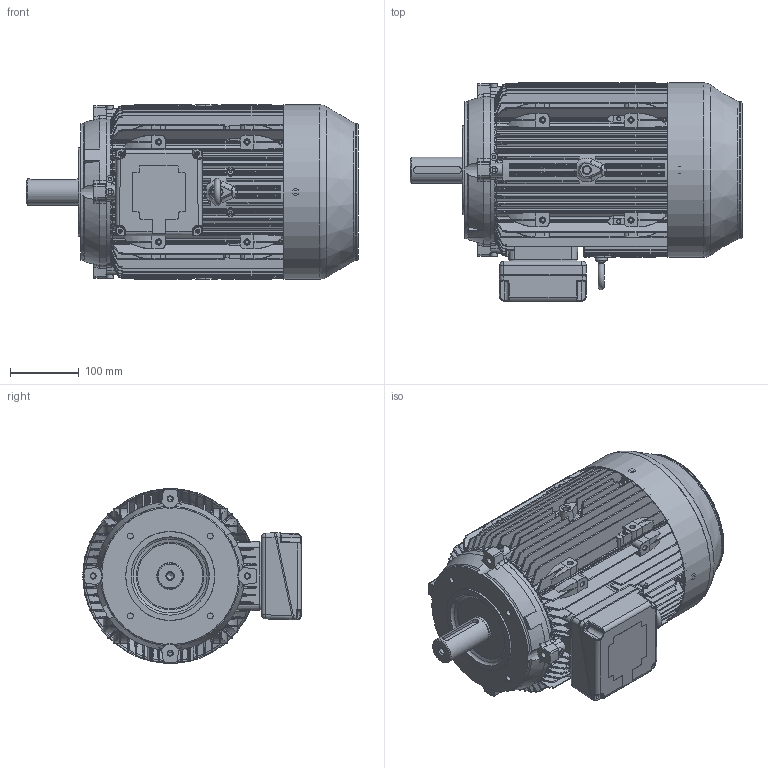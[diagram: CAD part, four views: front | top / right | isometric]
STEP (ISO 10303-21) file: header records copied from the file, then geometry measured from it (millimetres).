
FILE_DESCRIPTION( ( 'Unknown' ), '1' );
FILE_NAME( 'WP-DA132SX B14.stp', 'Unknown', ( 'Unknown' ), ( 'Unknown' ), 'PSStep 17.0.49', 'Unknown', ' ' );
FILE_SCHEMA( ( 'AUTOMOTIVE_DESIGN { 1 0 10303 214 1 1 1 1 }' ) );
Length unit declared in the file: millimetre
Products named in the file (2): 1; 2
Bounding box: 484.5 x 318.45 x 254.8 mm (x, y, z)
Volume: 3055347.1 mm3; surface area: 1446629.4 mm2
Topology: 2 solids, 3 shells, 4050 faces, 10161 edges, 6115 vertices
Faces by surface type: cylinder 1305, bspline 1176, plane 809, cone 405, sphere 190, torus 165
Full cylindrical faces by diameter (mm): 3.17 x4, 4 x4, 4.5 x4, 5 x8, 5.5 x5, 5.8 x4, 6.2 x11, 6.5 x6, 7 x4, 8.2 x8, 8.682 x4, 8.9 x4, 10 x8, 10.106 x2, 10.25 x2, 11 x4, 17 x1, 38 x1, 39 x1, 39.5 x1, 40 x1, 51.9 x1, 69.9 x1, 79.9 x1, 130.1 x1, 198 x1, 200 x1, 202.984 x1, 208.9 x1, 209 x2
Entity records: 294527 total; most frequent: CARTESIAN_POINT 176795, ORIENTED_EDGE 19280, DIRECTION 15834, EDGE_CURVE 9640, AXIS2_PLACEMENT_3D 6669, VERTEX_POINT 5947, EDGE_LOOP 4427, FACE_OUTER_BOUND 4162
